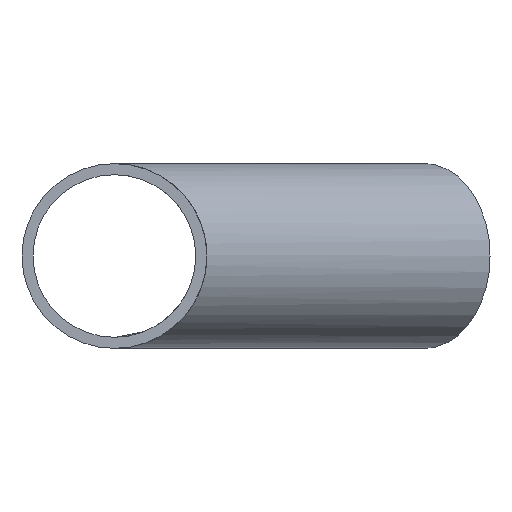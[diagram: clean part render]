
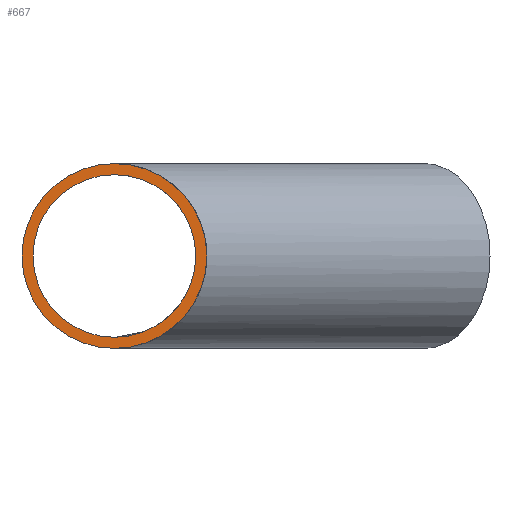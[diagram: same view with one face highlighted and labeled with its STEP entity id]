
A CAD part, front view. The second image highlights one B-rep face of the part: STEP entity #667.
In plain terms, the highlighted planar face has unit normal (0, -1, 0).
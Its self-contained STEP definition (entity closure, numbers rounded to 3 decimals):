
#289=CARTESIAN_POINT('',(-33.,-112.,0.));
#290=VERTEX_POINT('',#289);
#297=CARTESIAN_POINT('',(0.,-112.,0.));
#298=DIRECTION('',(0.,1.,0.));
#299=DIRECTION('',(1.,0.,0.));
#300=AXIS2_PLACEMENT_3D('',#297,#298,#299);
#301=CIRCLE('',#300,33.);
#302=EDGE_CURVE('',#290,#290,#301,.T.);
#605=CARTESIAN_POINT('',(-37.5,-112.,0.));
#606=VERTEX_POINT('',#605);
#613=CARTESIAN_POINT('',(37.5,-112.,0.));
#614=VERTEX_POINT('',#613);
#615=CARTESIAN_POINT('',(0.,-112.,0.));
#616=DIRECTION('',(0.,1.,0.));
#617=DIRECTION('',(1.,0.,0.));
#618=AXIS2_PLACEMENT_3D('',#615,#616,#617);
#619=CIRCLE('',#618,37.5);
#620=EDGE_CURVE('',#606,#614,#619,.T.);
#622=EDGE_CURVE('',#614,#606,#619,.T.);
#655=ORIENTED_EDGE('',*,*,#622,.F.);
#656=ORIENTED_EDGE('',*,*,#620,.F.);
#657=EDGE_LOOP('',(#655,#656));
#658=FACE_OUTER_BOUND('',#657,.T.);
#659=ORIENTED_EDGE('',*,*,#302,.T.);
#660=EDGE_LOOP('',(#659));
#661=FACE_BOUND('',#660,.T.);
#662=CARTESIAN_POINT('',(0.,-112.,0.));
#663=DIRECTION('',(0.,1.,0.));
#664=DIRECTION('',(0.,0.,1.));
#665=AXIS2_PLACEMENT_3D('',#662,#663,#664);
#666=PLANE('',#665);
#667=ADVANCED_FACE('',(#658,#661),#666,.F.);
